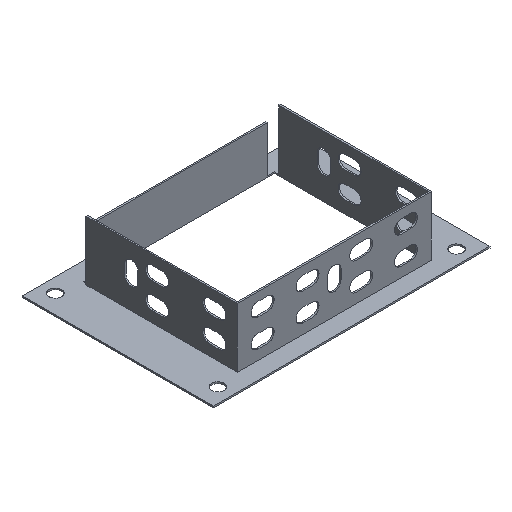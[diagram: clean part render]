
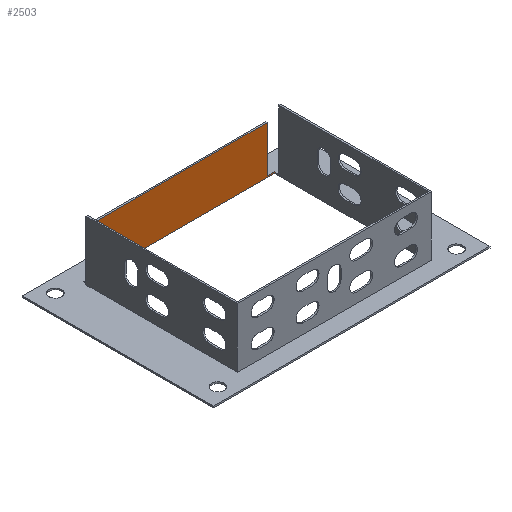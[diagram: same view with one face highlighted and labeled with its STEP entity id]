
A CAD part, isometric view. The second image highlights one B-rep face of the part: STEP entity #2503.
In plain terms, the highlighted planar face has unit normal (0, -1, 0).
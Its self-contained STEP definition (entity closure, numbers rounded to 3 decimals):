
#104 = ORIENTED_EDGE ( 'NONE', *, *, #2293, .F. ) ;
#208 = EDGE_CURVE ( 'NONE', #4694, #5317, #2987, .T. ) ;
#449 = EDGE_CURVE ( 'NONE', #1813, #546, #2464, .T. ) ;
#476 = VERTEX_POINT ( 'NONE', #1033 ) ;
#528 = EDGE_CURVE ( 'NONE', #4694, #1813, #2552, .T. ) ;
#546 = VERTEX_POINT ( 'NONE', #2683 ) ;
#751 = CARTESIAN_POINT ( 'NONE',  ( 46., 40.2, 25. ) ) ;
#755 = ORIENTED_EDGE ( 'NONE', *, *, #449, .T. ) ;
#821 = CARTESIAN_POINT ( 'NONE',  ( 50., 40.2, 0.8 ) ) ;
#844 = DIRECTION ( 'NONE',  ( 0., 0., -1. ) ) ;
#873 = DIRECTION ( 'NONE',  ( 0., 0., 1. ) ) ;
#1033 = CARTESIAN_POINT ( 'NONE',  ( -46., 40.2, 25. ) ) ;
#1048 = CARTESIAN_POINT ( 'NONE',  ( 50., 40.2, 0.8 ) ) ;
#1069 = DIRECTION ( 'NONE',  ( 1., 0., 0. ) ) ;
#1123 = CARTESIAN_POINT ( 'NONE',  ( 50., 40.2, 0. ) ) ;
#1160 = CARTESIAN_POINT ( 'NONE',  ( -49.99, 40.2, 143.173 ) ) ;
#1278 = ORIENTED_EDGE ( 'NONE', *, *, #2602, .F. ) ;
#1377 = AXIS2_PLACEMENT_3D ( 'NONE', #4281, #3830, #873 ) ;
#1813 = VERTEX_POINT ( 'NONE', #4923 ) ;
#2082 = CARTESIAN_POINT ( 'NONE',  ( -46., 40.2, 0.8 ) ) ;
#2135 = VECTOR ( 'NONE', #844, 1000. ) ;
#2250 = ORIENTED_EDGE ( 'NONE', *, *, #208, .F. ) ;
#2293 = EDGE_CURVE ( 'NONE', #5062, #546, #4893, .T. ) ;
#2361 = VERTEX_POINT ( 'NONE', #4512 ) ;
#2383 = EDGE_CURVE ( 'NONE', #4282, #2361, #4416, .T. ) ;
#2464 = LINE ( 'NONE', #1123, #2898 ) ;
#2503 = ADVANCED_FACE ( 'NONE', ( #3446 ), #3351, .F. ) ;
#2552 = LINE ( 'NONE', #1160, #2135 ) ;
#2586 = DIRECTION ( 'NONE',  ( 0., 0., 1. ) ) ;
#2602 = EDGE_CURVE ( 'NONE', #5317, #476, #2991, .T. ) ;
#2680 = DIRECTION ( 'NONE',  ( 0., 0., -1. ) ) ;
#2683 = CARTESIAN_POINT ( 'NONE',  ( 50., 40.2, 0. ) ) ;
#2755 = CARTESIAN_POINT ( 'NONE',  ( 50., 40.2, 143.173 ) ) ;
#2814 = VECTOR ( 'NONE', #2586, 1000. ) ;
#2898 = VECTOR ( 'NONE', #1069, 1000. ) ;
#2980 = VECTOR ( 'NONE', #4400, 1000. ) ;
#2987 = LINE ( 'NONE', #1048, #2980 ) ;
#2991 = LINE ( 'NONE', #5504, #2814 ) ;
#3351 = PLANE ( 'NONE',  #1377 ) ;
#3410 = CARTESIAN_POINT ( 'NONE',  ( -49.99, 40.2, 0.8 ) ) ;
#3446 = FACE_OUTER_BOUND ( 'NONE', #4062, .T. ) ;
#3830 = DIRECTION ( 'NONE',  ( 0., 1., 0. ) ) ;
#3913 = ORIENTED_EDGE ( 'NONE', *, *, #2383, .F. ) ;
#3938 = ORIENTED_EDGE ( 'NONE', *, *, #4261, .F. ) ;
#3943 = ORIENTED_EDGE ( 'NONE', *, *, #528, .T. ) ;
#4019 = ORIENTED_EDGE ( 'NONE', *, *, #4124, .F. ) ;
#4026 = CARTESIAN_POINT ( 'NONE',  ( 46., 40.2, 0.8 ) ) ;
#4062 = EDGE_LOOP ( 'NONE', ( #1278, #2250, #3943, #755, #104, #3938, #3913, #4019 ) ) ;
#4124 = EDGE_CURVE ( 'NONE', #476, #4282, #5016, .T. ) ;
#4188 = DIRECTION ( 'NONE',  ( 1., 0., 0. ) ) ;
#4205 = DIRECTION ( 'NONE',  ( 0., 0., -1. ) ) ;
#4261 = EDGE_CURVE ( 'NONE', #2361, #5062, #5011, .T. ) ;
#4281 = CARTESIAN_POINT ( 'NONE',  ( 46., 40.2, 0.8 ) ) ;
#4282 = VERTEX_POINT ( 'NONE', #5693 ) ;
#4342 = VECTOR ( 'NONE', #4205, 1000. ) ;
#4400 = DIRECTION ( 'NONE',  ( 1., 0., 0. ) ) ;
#4416 = LINE ( 'NONE', #4026, #4342 ) ;
#4512 = CARTESIAN_POINT ( 'NONE',  ( 46., 40.2, 0.8 ) ) ;
#4601 = VECTOR ( 'NONE', #4755, 1000. ) ;
#4694 = VERTEX_POINT ( 'NONE', #3410 ) ;
#4755 = DIRECTION ( 'NONE',  ( 1., 0., 0. ) ) ;
#4889 = VECTOR ( 'NONE', #2680, 1000. ) ;
#4893 = LINE ( 'NONE', #2755, #4889 ) ;
#4923 = CARTESIAN_POINT ( 'NONE',  ( -49.99, 40.2, 0. ) ) ;
#4949 = CARTESIAN_POINT ( 'NONE',  ( 50., 40.2, 0.8 ) ) ;
#5005 = VECTOR ( 'NONE', #4188, 1000. ) ;
#5011 = LINE ( 'NONE', #821, #4601 ) ;
#5016 = LINE ( 'NONE', #751, #5005 ) ;
#5062 = VERTEX_POINT ( 'NONE', #4949 ) ;
#5317 = VERTEX_POINT ( 'NONE', #2082 ) ;
#5504 = CARTESIAN_POINT ( 'NONE',  ( -46., 40.2, 0.8 ) ) ;
#5693 = CARTESIAN_POINT ( 'NONE',  ( 46., 40.2, 25. ) ) ;
